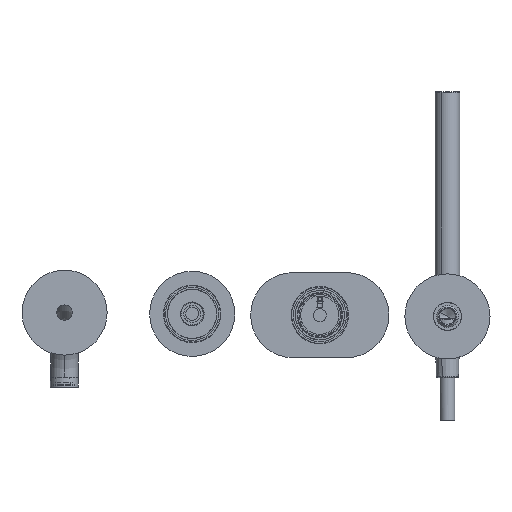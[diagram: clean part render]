
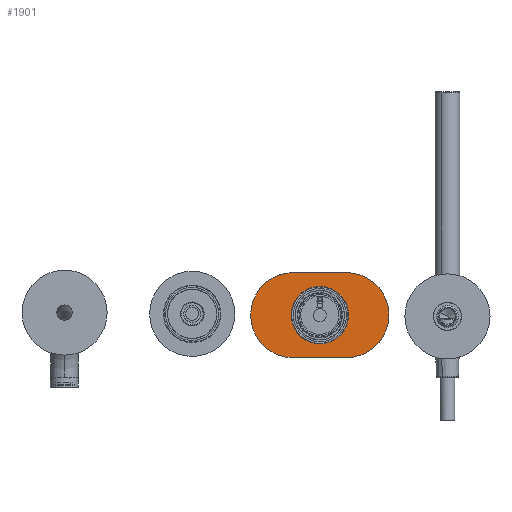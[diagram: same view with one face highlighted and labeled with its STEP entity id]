
A CAD part, front view. The second image highlights one B-rep face of the part: STEP entity #1901.
In plain terms, the highlighted planar face has unit normal (0, -1, 0).
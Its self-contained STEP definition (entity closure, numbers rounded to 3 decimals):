
#1808=CARTESIAN_POINT('Vertex',(-23.695,49.5,-12.944)) ;
#1813=CARTESIAN_POINT('Axis2P3D Location',(0.,49.5,0.)) ;
#1817=CARTESIAN_POINT('Vertex',(23.695,49.5,12.944)) ;
#1840=CARTESIAN_POINT('Axis2P3D Location',(0.,49.5,0.)) ;
#1858=CARTESIAN_POINT('Axis2P3D Location',(0.,49.5,0.)) ;
#1863=CARTESIAN_POINT('Line Origine',(0.,49.5,40.)) ;
#1867=CARTESIAN_POINT('Vertex',(-25.,49.5,40.)) ;
#1869=CARTESIAN_POINT('Vertex',(25.,49.5,40.)) ;
#1872=CARTESIAN_POINT('Axis2P3D Location',(-25.,49.5,0.)) ;
#1876=CARTESIAN_POINT('Vertex',(-25.,49.5,-40.)) ;
#1879=CARTESIAN_POINT('Line Origine',(0.,49.5,-40.)) ;
#1883=CARTESIAN_POINT('Vertex',(25.,49.5,-40.)) ;
#1886=CARTESIAN_POINT('Axis2P3D Location',(25.,49.5,0.)) ;
#1865=VECTOR('Line Direction',#1864,1.) ;
#1881=VECTOR('Line Direction',#1880,1.) ;
#1814=DIRECTION('Axis2P3D Direction',(0.,-1.,0.)) ;
#1841=DIRECTION('Axis2P3D Direction',(0.,-1.,0.)) ;
#1859=DIRECTION('Axis2P3D Direction',(0.,1.,-0.)) ;
#1860=DIRECTION('Axis2P3D XDirection',(-1.,0.,0.)) ;
#1864=DIRECTION('Vector Direction',(-1.,0.,0.)) ;
#1873=DIRECTION('Axis2P3D Direction',(0.,1.,-0.)) ;
#1880=DIRECTION('Vector Direction',(1.,0.,0.)) ;
#1887=DIRECTION('Axis2P3D Direction',(0.,1.,-0.)) ;
#1815=AXIS2_PLACEMENT_3D('Circle Axis2P3D',#1813,#1814,$) ;
#1842=AXIS2_PLACEMENT_3D('Circle Axis2P3D',#1840,#1841,$) ;
#1861=AXIS2_PLACEMENT_3D('Plane Axis2P3D',#1858,#1859,#1860) ;
#1874=AXIS2_PLACEMENT_3D('Circle Axis2P3D',#1872,#1873,$) ;
#1888=AXIS2_PLACEMENT_3D('Circle Axis2P3D',#1886,#1887,$) ;
#1866=LINE('Line',#1863,#1865) ;
#1882=LINE('Line',#1879,#1881) ;
#1816=CIRCLE('generated circle',#1815,27.) ;
#1843=CIRCLE('generated circle',#1842,27.) ;
#1875=CIRCLE('generated circle',#1874,40.) ;
#1889=CIRCLE('generated circle',#1888,40.) ;
#1862=PLANE('',#1861) ;
#1900=FACE_BOUND('',#1897,.T.) ;
#1819=EDGE_CURVE('',#1818,#1809,#1816,.F.) ;
#1844=EDGE_CURVE('',#1809,#1818,#1843,.F.) ;
#1871=EDGE_CURVE('',#1868,#1870,#1866,.F.) ;
#1878=EDGE_CURVE('',#1877,#1868,#1875,.T.) ;
#1885=EDGE_CURVE('',#1884,#1877,#1882,.F.) ;
#1890=EDGE_CURVE('',#1870,#1884,#1889,.T.) ;
#1892=ORIENTED_EDGE('',*,*,#1871,.F.) ;
#1893=ORIENTED_EDGE('',*,*,#1878,.F.) ;
#1894=ORIENTED_EDGE('',*,*,#1885,.F.) ;
#1895=ORIENTED_EDGE('',*,*,#1890,.F.) ;
#1898=ORIENTED_EDGE('',*,*,#1819,.T.) ;
#1899=ORIENTED_EDGE('',*,*,#1844,.T.) ;
#1891=EDGE_LOOP('',(#1892,#1893,#1894,#1895)) ;
#1897=EDGE_LOOP('',(#1898,#1899)) ;
#1809=VERTEX_POINT('',#1808) ;
#1818=VERTEX_POINT('',#1817) ;
#1868=VERTEX_POINT('',#1867) ;
#1870=VERTEX_POINT('',#1869) ;
#1877=VERTEX_POINT('',#1876) ;
#1884=VERTEX_POINT('',#1883) ;
#1901=ADVANCED_FACE('P46823.1\\PartBody',(#1896,#1900),#1862,.F.) ;
#1896=FACE_OUTER_BOUND('',#1891,.T.) ;
